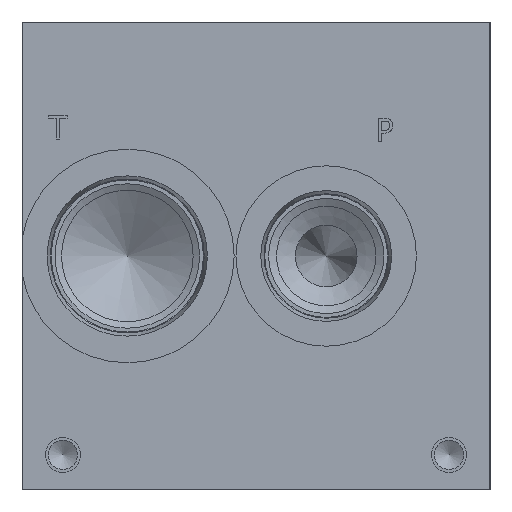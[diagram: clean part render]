
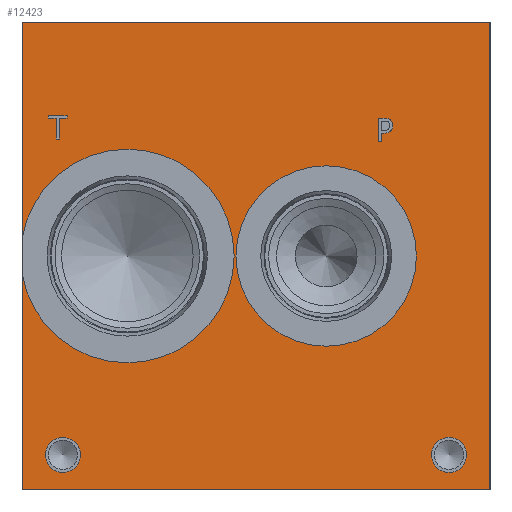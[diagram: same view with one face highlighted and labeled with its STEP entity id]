
A CAD part, left-side view. The second image highlights one B-rep face of the part: STEP entity #12423.
In plain terms, the highlighted planar face has unit normal (-1, 0, 0).
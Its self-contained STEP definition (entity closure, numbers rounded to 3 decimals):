
#167=CIRCLE('',#13105,28.981);
#168=CIRCLE('',#13106,4.763);
#169=CIRCLE('',#13107,4.763);
#170=CIRCLE('',#13108,4.763);
#171=CIRCLE('',#13109,4.763);
#172=CIRCLE('',#13110,24.486);
#173=CIRCLE('',#13111,24.486);
#464=FACE_BOUND('',#1808,.T.);
#465=FACE_BOUND('',#1809,.T.);
#466=FACE_BOUND('',#1810,.T.);
#467=FACE_BOUND('',#1811,.T.);
#468=FACE_BOUND('',#1812,.T.);
#585=B_SPLINE_CURVE_WITH_KNOTS('',2,(#17071,#17072,#17073,#17074),
 .UNSPECIFIED.,.F.,.F.,(3,1,3),(0.,1.,2.),.UNSPECIFIED.);
#587=B_SPLINE_CURVE_WITH_KNOTS('',2,(#17092,#17093,#17094,#17095),
 .UNSPECIFIED.,.F.,.F.,(3,1,3),(0.,1.,2.),.UNSPECIFIED.);
#589=B_SPLINE_CURVE_WITH_KNOTS('',2,(#17141,#17142,#17143,#17144),
 .UNSPECIFIED.,.F.,.F.,(3,1,3),(0.,1.,2.),.UNSPECIFIED.);
#591=B_SPLINE_CURVE_WITH_KNOTS('',2,(#17159,#17160,#17161,#17162),
 .UNSPECIFIED.,.F.,.F.,(3,1,3),(0.,1.,2.),.UNSPECIFIED.);
#1124=FACE_OUTER_BOUND('',#1807,.T.);
#1807=EDGE_LOOP('',(#8184,#8185,#8186,#8187,#8188,#8189));
#1808=EDGE_LOOP('',(#8190,#8191,#8192,#8193,#8194,#8195,#8196,#8197));
#1809=EDGE_LOOP('',(#8198,#8199));
#1810=EDGE_LOOP('',(#8200,#8201));
#1811=EDGE_LOOP('',(#8202,#8203));
#1812=EDGE_LOOP('',(#8204,#8205,#8206,#8207,#8208,#8209,#8210,#8211,#8212));
#2588=LINE('',#16921,#3759);
#2592=LINE('',#16929,#3763);
#2595=LINE('',#16935,#3766);
#2598=LINE('',#16941,#3769);
#2601=LINE('',#16947,#3772);
#2604=LINE('',#16953,#3775);
#2607=LINE('',#16959,#3778);
#2610=LINE('',#16964,#3781);
#2628=LINE('',#17104,#3799);
#2631=LINE('',#17110,#3802);
#2634=LINE('',#17116,#3805);
#2637=LINE('',#17122,#3808);
#2640=LINE('',#17128,#3811);
#2644=LINE('',#17173,#3815);
#2645=LINE('',#17175,#3816);
#2646=LINE('',#17177,#3817);
#2647=LINE('',#17179,#3818);
#2648=LINE('',#17180,#3819);
#3759=VECTOR('',#13980,10.);
#3763=VECTOR('',#13986,10.);
#3766=VECTOR('',#13991,10.);
#3769=VECTOR('',#13996,10.);
#3772=VECTOR('',#14001,10.);
#3775=VECTOR('',#14006,10.);
#3778=VECTOR('',#14011,10.);
#3781=VECTOR('',#14016,10.);
#3799=VECTOR('',#14044,10.);
#3802=VECTOR('',#14049,10.);
#3805=VECTOR('',#14054,10.);
#3808=VECTOR('',#14059,10.);
#3811=VECTOR('',#14064,10.);
#3815=VECTOR('',#14074,10.);
#3816=VECTOR('',#14075,10.);
#3817=VECTOR('',#14076,10.);
#3818=VECTOR('',#14077,10.);
#3819=VECTOR('',#14078,10.);
#4929=VERTEX_POINT('',#16919);
#4930=VERTEX_POINT('',#16920);
#4933=VERTEX_POINT('',#16928);
#4935=VERTEX_POINT('',#16934);
#4937=VERTEX_POINT('',#16940);
#4939=VERTEX_POINT('',#16946);
#4941=VERTEX_POINT('',#16952);
#4943=VERTEX_POINT('',#16958);
#4959=VERTEX_POINT('',#17069);
#4960=VERTEX_POINT('',#17070);
#4963=VERTEX_POINT('',#17091);
#4965=VERTEX_POINT('',#17103);
#4967=VERTEX_POINT('',#17109);
#4969=VERTEX_POINT('',#17115);
#4971=VERTEX_POINT('',#17121);
#4973=VERTEX_POINT('',#17127);
#4975=VERTEX_POINT('',#17140);
#4977=VERTEX_POINT('',#17169);
#4978=VERTEX_POINT('',#17170);
#4979=VERTEX_POINT('',#17172);
#4980=VERTEX_POINT('',#17174);
#4981=VERTEX_POINT('',#17176);
#4982=VERTEX_POINT('',#17178);
#4983=VERTEX_POINT('',#17181);
#4984=VERTEX_POINT('',#17182);
#4985=VERTEX_POINT('',#17185);
#4986=VERTEX_POINT('',#17186);
#4987=VERTEX_POINT('',#17189);
#4988=VERTEX_POINT('',#17190);
#6191=EDGE_CURVE('',#4929,#4930,#2588,.T.);
#6195=EDGE_CURVE('',#4933,#4929,#2592,.T.);
#6198=EDGE_CURVE('',#4935,#4933,#2595,.T.);
#6201=EDGE_CURVE('',#4937,#4935,#2598,.T.);
#6204=EDGE_CURVE('',#4939,#4937,#2601,.T.);
#6207=EDGE_CURVE('',#4941,#4939,#2604,.T.);
#6210=EDGE_CURVE('',#4943,#4941,#2607,.T.);
#6213=EDGE_CURVE('',#4930,#4943,#2610,.T.);
#6236=EDGE_CURVE('',#4959,#4960,#585,.T.);
#6240=EDGE_CURVE('',#4963,#4959,#587,.T.);
#6243=EDGE_CURVE('',#4965,#4963,#2628,.T.);
#6246=EDGE_CURVE('',#4967,#4965,#2631,.T.);
#6249=EDGE_CURVE('',#4969,#4967,#2634,.T.);
#6252=EDGE_CURVE('',#4971,#4969,#2637,.T.);
#6255=EDGE_CURVE('',#4973,#4971,#2640,.T.);
#6258=EDGE_CURVE('',#4975,#4973,#589,.T.);
#6261=EDGE_CURVE('',#4960,#4975,#591,.T.);
#6263=EDGE_CURVE('',#4977,#4978,#167,.T.);
#6264=EDGE_CURVE('',#4979,#4978,#2644,.T.);
#6265=EDGE_CURVE('',#4979,#4980,#2645,.T.);
#6266=EDGE_CURVE('',#4980,#4981,#2646,.T.);
#6267=EDGE_CURVE('',#4982,#4981,#2647,.T.);
#6268=EDGE_CURVE('',#4977,#4982,#2648,.T.);
#6269=EDGE_CURVE('',#4983,#4984,#168,.T.);
#6270=EDGE_CURVE('',#4984,#4983,#169,.T.);
#6271=EDGE_CURVE('',#4985,#4986,#170,.T.);
#6272=EDGE_CURVE('',#4986,#4985,#171,.T.);
#6273=EDGE_CURVE('',#4987,#4988,#172,.T.);
#6274=EDGE_CURVE('',#4988,#4987,#173,.T.);
#8184=ORIENTED_EDGE('',*,*,#6263,.T.);
#8185=ORIENTED_EDGE('',*,*,#6264,.F.);
#8186=ORIENTED_EDGE('',*,*,#6265,.T.);
#8187=ORIENTED_EDGE('',*,*,#6266,.T.);
#8188=ORIENTED_EDGE('',*,*,#6267,.F.);
#8189=ORIENTED_EDGE('',*,*,#6268,.F.);
#8190=ORIENTED_EDGE('',*,*,#6191,.T.);
#8191=ORIENTED_EDGE('',*,*,#6213,.T.);
#8192=ORIENTED_EDGE('',*,*,#6210,.T.);
#8193=ORIENTED_EDGE('',*,*,#6207,.T.);
#8194=ORIENTED_EDGE('',*,*,#6204,.T.);
#8195=ORIENTED_EDGE('',*,*,#6201,.T.);
#8196=ORIENTED_EDGE('',*,*,#6198,.T.);
#8197=ORIENTED_EDGE('',*,*,#6195,.T.);
#8198=ORIENTED_EDGE('',*,*,#6269,.T.);
#8199=ORIENTED_EDGE('',*,*,#6270,.T.);
#8200=ORIENTED_EDGE('',*,*,#6271,.T.);
#8201=ORIENTED_EDGE('',*,*,#6272,.T.);
#8202=ORIENTED_EDGE('',*,*,#6273,.T.);
#8203=ORIENTED_EDGE('',*,*,#6274,.T.);
#8204=ORIENTED_EDGE('',*,*,#6236,.T.);
#8205=ORIENTED_EDGE('',*,*,#6261,.T.);
#8206=ORIENTED_EDGE('',*,*,#6258,.T.);
#8207=ORIENTED_EDGE('',*,*,#6255,.T.);
#8208=ORIENTED_EDGE('',*,*,#6252,.T.);
#8209=ORIENTED_EDGE('',*,*,#6249,.T.);
#8210=ORIENTED_EDGE('',*,*,#6246,.T.);
#8211=ORIENTED_EDGE('',*,*,#6243,.T.);
#8212=ORIENTED_EDGE('',*,*,#6240,.T.);
#11568=PLANE('',#13104);
#12423=ADVANCED_FACE('',(#1124,#464,#465,#466,#467,#468),#11568,.T.);
#13104=AXIS2_PLACEMENT_3D('',#17168,#14070,#14071);
#13105=AXIS2_PLACEMENT_3D('',#17171,#14072,#14073);
#13106=AXIS2_PLACEMENT_3D('',#17183,#14079,#14080);
#13107=AXIS2_PLACEMENT_3D('',#17184,#14081,#14082);
#13108=AXIS2_PLACEMENT_3D('',#17187,#14083,#14084);
#13109=AXIS2_PLACEMENT_3D('',#17188,#14085,#14086);
#13110=AXIS2_PLACEMENT_3D('',#17191,#14087,#14088);
#13111=AXIS2_PLACEMENT_3D('',#17192,#14089,#14090);
#13980=DIRECTION('',(0.,1.,0.));
#13986=DIRECTION('',(0.,0.,-1.));
#13991=DIRECTION('',(0.,1.,0.));
#13996=DIRECTION('',(0.,0.,-1.));
#14001=DIRECTION('',(0.,-1.,0.));
#14006=DIRECTION('',(0.,0.,1.));
#14011=DIRECTION('',(0.,1.,0.));
#14016=DIRECTION('',(0.,0.,1.));
#14044=DIRECTION('',(0.,-1.,0.));
#14049=DIRECTION('',(0.,0.,1.));
#14054=DIRECTION('',(0.,1.,0.));
#14059=DIRECTION('',(0.,0.,-1.));
#14064=DIRECTION('',(0.,1.,0.));
#14070=DIRECTION('center_axis',(-1.,0.,0.));
#14071=DIRECTION('ref_axis',(0.,-1.,0.));
#14072=DIRECTION('center_axis',(1.,0.,0.));
#14073=DIRECTION('ref_axis',(0.,0.,1.));
#14074=DIRECTION('',(0.,0.,1.));
#14075=DIRECTION('',(0.,-1.,0.));
#14076=DIRECTION('',(0.,0.,1.));
#14077=DIRECTION('',(0.,-1.,0.));
#14078=DIRECTION('',(0.,0.,1.));
#14079=DIRECTION('center_axis',(1.,0.,0.));
#14080=DIRECTION('ref_axis',(0.,1.,0.));
#14081=DIRECTION('center_axis',(1.,0.,0.));
#14082=DIRECTION('ref_axis',(0.,1.,0.));
#14083=DIRECTION('center_axis',(1.,0.,0.));
#14084=DIRECTION('ref_axis',(0.,1.,0.));
#14085=DIRECTION('center_axis',(1.,0.,0.));
#14086=DIRECTION('ref_axis',(0.,1.,0.));
#14087=DIRECTION('center_axis',(1.,0.,0.));
#14088=DIRECTION('ref_axis',(0.,1.,0.));
#14089=DIRECTION('center_axis',(1.,0.,0.));
#14090=DIRECTION('ref_axis',(0.,1.,0.));
#16919=CARTESIAN_POINT('',(0.,116.887,95.25));
#16920=CARTESIAN_POINT('',(0.,117.731,95.25));
#16921=CARTESIAN_POINT('',(0.,121.944,95.25));
#16928=CARTESIAN_POINT('',(0.,116.887,100.849));
#16929=CARTESIAN_POINT('',(0.,116.887,50.424));
#16934=CARTESIAN_POINT('',(0.,114.757,100.849));
#16935=CARTESIAN_POINT('',(0.,120.878,100.849));
#16940=CARTESIAN_POINT('',(0.,114.757,101.6));
#16941=CARTESIAN_POINT('',(0.,114.757,50.8));
#16946=CARTESIAN_POINT('',(0.,119.861,101.6));
#16947=CARTESIAN_POINT('',(0.,123.431,101.6));
#16952=CARTESIAN_POINT('',(0.,119.861,100.849));
#16953=CARTESIAN_POINT('',(0.,119.861,50.424));
#16958=CARTESIAN_POINT('',(0.,117.731,100.849));
#16959=CARTESIAN_POINT('',(0.,122.366,100.849));
#16964=CARTESIAN_POINT('',(0.,117.731,47.625));
#17069=CARTESIAN_POINT('',(0.,27.087,100.442));
#17070=CARTESIAN_POINT('',(0.,26.331,98.924));
#17071=CARTESIAN_POINT('Ctrl Pts',(0.,27.087,100.442));
#17072=CARTESIAN_POINT('Ctrl Pts',(0.,26.732,100.2));
#17073=CARTESIAN_POINT('Ctrl Pts',(0.,26.331,99.454));
#17074=CARTESIAN_POINT('Ctrl Pts',(0.,26.331,98.924));
#17091=CARTESIAN_POINT('',(0.,28.75,100.838));
#17092=CARTESIAN_POINT('Ctrl Pts',(0.,28.75,100.838));
#17093=CARTESIAN_POINT('Ctrl Pts',(0.,28.184,100.838));
#17094=CARTESIAN_POINT('Ctrl Pts',(0.,27.391,100.653));
#17095=CARTESIAN_POINT('Ctrl Pts',(0.,27.087,100.442));
#17103=CARTESIAN_POINT('',(0.,30.345,100.838));
#17104=CARTESIAN_POINT('',(0.,78.672,100.838));
#17109=CARTESIAN_POINT('',(0.,30.345,94.488));
#17110=CARTESIAN_POINT('',(0.,30.345,47.244));
#17115=CARTESIAN_POINT('',(0.,29.501,94.488));
#17116=CARTESIAN_POINT('',(0.,78.25,94.488));
#17121=CARTESIAN_POINT('',(0.,29.501,96.855));
#17122=CARTESIAN_POINT('',(0.,29.501,48.428));
#17127=CARTESIAN_POINT('',(0.,28.786,96.855));
#17128=CARTESIAN_POINT('',(0.,77.893,96.855));
#17140=CARTESIAN_POINT('',(0.,26.887,97.514));
#17141=CARTESIAN_POINT('Ctrl Pts',(0.,26.887,97.514));
#17142=CARTESIAN_POINT('Ctrl Pts',(0.,27.216,97.19));
#17143=CARTESIAN_POINT('Ctrl Pts',(0.,28.106,96.855));
#17144=CARTESIAN_POINT('Ctrl Pts',(0.,28.786,96.855));
#17159=CARTESIAN_POINT('Ctrl Pts',(0.,26.331,98.924));
#17160=CARTESIAN_POINT('Ctrl Pts',(0.,26.331,98.512));
#17161=CARTESIAN_POINT('Ctrl Pts',(0.,26.624,97.771));
#17162=CARTESIAN_POINT('Ctrl Pts',(0.,26.887,97.514));
#17168=CARTESIAN_POINT('Origin',(0.,127.,0.));
#17169=CARTESIAN_POINT('',(0.,127.,68.336));
#17170=CARTESIAN_POINT('',(0.,127.,58.664));
#17171=CARTESIAN_POINT('Origin',(0.,98.425,63.5));
#17172=CARTESIAN_POINT('',(0.,127.,0.));
#17173=CARTESIAN_POINT('',(0.,127.,0.));
#17174=CARTESIAN_POINT('',(0.,0.,0.));
#17175=CARTESIAN_POINT('',(0.,127.,0.));
#17176=CARTESIAN_POINT('',(0.,0.,127.));
#17177=CARTESIAN_POINT('',(0.,0.,0.));
#17178=CARTESIAN_POINT('',(0.,127.,127.));
#17179=CARTESIAN_POINT('',(0.,127.,127.));
#17180=CARTESIAN_POINT('',(0.,127.,0.));
#17181=CARTESIAN_POINT('',(0.,120.663,9.525));
#17182=CARTESIAN_POINT('',(0.,111.138,9.525));
#17183=CARTESIAN_POINT('Origin',(0.,115.9,9.525));
#17184=CARTESIAN_POINT('Origin',(0.,115.9,9.525));
#17185=CARTESIAN_POINT('',(0.,15.888,9.525));
#17186=CARTESIAN_POINT('',(0.,6.363,9.525));
#17187=CARTESIAN_POINT('Origin',(0.,11.125,9.525));
#17188=CARTESIAN_POINT('Origin',(0.,11.125,9.525));
#17189=CARTESIAN_POINT('',(0.,68.936,63.5));
#17190=CARTESIAN_POINT('',(0.,19.964,63.5));
#17191=CARTESIAN_POINT('Origin',(0.,44.45,63.5));
#17192=CARTESIAN_POINT('Origin',(0.,44.45,63.5));
